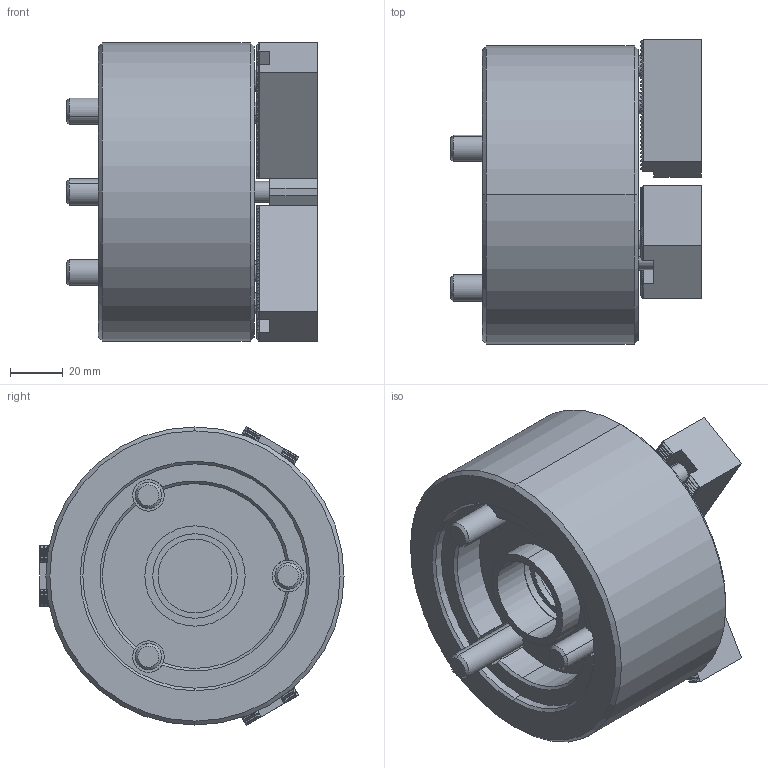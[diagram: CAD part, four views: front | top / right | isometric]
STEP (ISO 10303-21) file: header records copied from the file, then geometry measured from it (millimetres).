
FILE_DESCRIPTION (( 'STEP AP203' ), '1' );
FILE_NAME ('CF-3H-204.STEP', '2019-05-28T03:42:49', ( '' ), ( '' ), 'SwSTEP 2.0', 'SolidWorks 2016', '' );
FILE_SCHEMA (( 'CONFIG_CONTROL_DESIGN' ));
Length unit declared in the file: millimetre
Products named in the file (6): 圓頭內六角螺栓_M8x20; 圓頭內六角螺栓_M10x60; CF-3H-204-0101G; SJ-04; 半圓頭六角孔螺栓_M4x8; CF-3H-204
Assembly tree (16 placements, depth 2):
  CF-3H-204
    CF-3H-204-0101G
    SJ-04  x3
    半圓頭六角孔螺栓_M4x8  x3
    圓頭內六角螺栓_M8x20  x6
    圓頭內六角螺栓_M10x60  x3
Bounding box: 95 x 115.25 x 113.26 mm (x, y, z)
Volume: 566058.5 mm3; surface area: 93073.2 mm2
Topology: 16 solids, 16 shells, 1253 faces, 3445 edges, 2236 vertices
Faces by surface type: plane 843, cylinder 320, cone 84, torus 6
Entity records: 14780 total; most frequent: CARTESIAN_POINT 2881, ORIENTED_EDGE 2398, DIRECTION 2162, EDGE_CURVE 1199, LINE 874, VECTOR 874, VERTEX_POINT 787, AXIS2_PLACEMENT_3D 644
